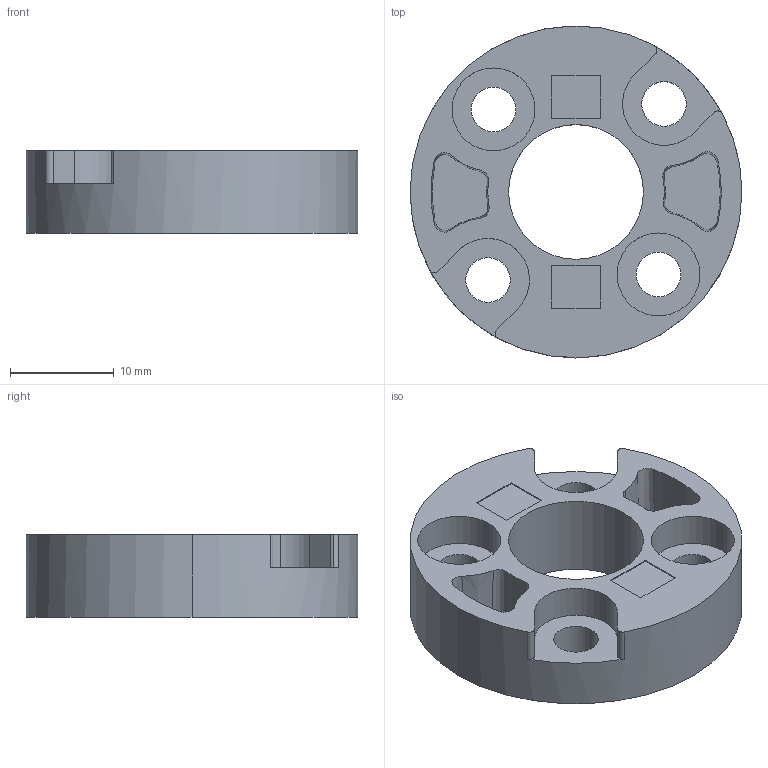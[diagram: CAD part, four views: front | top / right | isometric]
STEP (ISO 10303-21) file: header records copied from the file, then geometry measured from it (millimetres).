
FILE_DESCRIPTION (( 'STEP AP214' ), '1' );
FILE_NAME ('z-TMI-P14.STEP', '2009-05-27T14:08:17', ( 'novotechnik' ), ( 'novotechnik' ), 'SwSTEP 2.0', 'SolidWorks 2008', '' );
FILE_SCHEMA (( 'AUTOMOTIVE_DESIGN' ));
Length unit declared in the file: millimetre
Products named in the file (1): z-TMI-P14
Bounding box: 32 x 32 x 8 mm (x, y, z)
Volume: 3932.2 mm3; surface area: 3704.4 mm2
Topology: 3 solids, 3 shells, 126 faces, 304 edges, 176 vertices
Faces by surface type: cylinder 48, plane 44, sphere 16, cone 10, bspline 8
Entity records: 5189 total; most frequent: CARTESIAN_POINT 901, DIRECTION 614, ORIENTED_EDGE 576, EDGE_CURVE 288, AXIS2_PLACEMENT_3D 239, VERTEX_POINT 176, EDGE_LOOP 144, VECTOR 136
